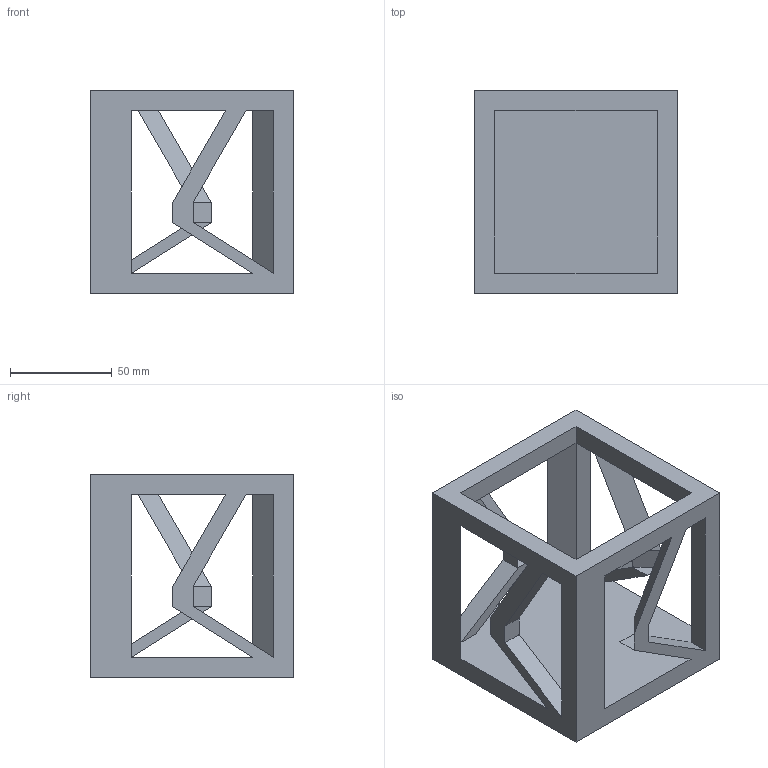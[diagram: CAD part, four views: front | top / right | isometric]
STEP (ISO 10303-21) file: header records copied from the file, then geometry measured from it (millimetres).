
FILE_DESCRIPTION(('FreeCAD Model'),'2;1');
FILE_NAME('Open CASCADE Shape Model','2024-03-27T11:26:45',(''),(''), 'Open CASCADE STEP processor 7.6','FreeCAD','Unknown');
FILE_SCHEMA(('AUTOMOTIVE_DESIGN { 1 0 10303 214 1 1 1 1 }'));
Length unit declared in the file: millimetre
Products named in the file (1): Body
Bounding box: 100 x 100 x 100 mm (x, y, z)
Volume: 205000 mm3; surface area: 67863.1 mm2
Topology: 1 solids, 1 shells, 59 faces, 148 edges, 84 vertices
Faces by surface type: plane 59
Entity records: 1724 total; most frequent: ORIENTED_EDGE 296, CARTESIAN_POINT 292, DIRECTION 268, EDGE_CURVE 148, LINE 148, VECTOR 148, VERTEX_POINT 84, FACE_BOUND 68
